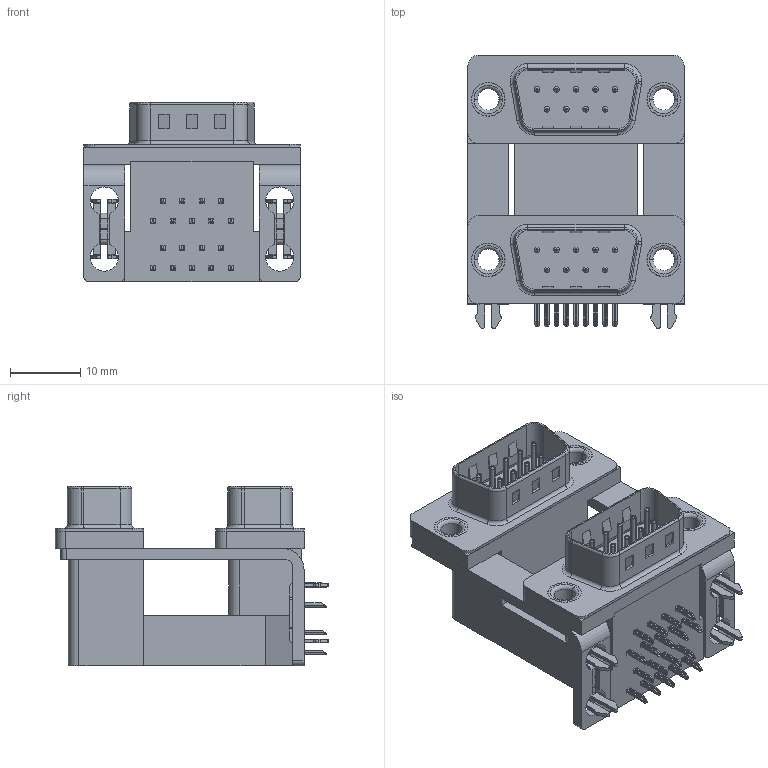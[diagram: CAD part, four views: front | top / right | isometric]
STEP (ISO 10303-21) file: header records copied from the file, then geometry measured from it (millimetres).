
FILE_DESCRIPTION (( 'STEP AP203' ), '1' );
FILE_NAME ('661-009-364-030.STEP', '2022-06-10T15:50:20', ( '' ), ( '' ), 'SwSTEP 2.0', 'SolidWorks 2020', '' );
FILE_SCHEMA (( 'CONFIG_CONTROL_DESIGN' ));
Length unit declared in the file: millimetre
Products named in the file (12): 661 Shell_09 Contacts; 661 Housing Upper_09 Contacts H; 661 Thru Hole Rivet; 661 Contact Top Lower; 661 Mounting Bracket_2ProngH; 661 Housing Spacer_09 Contacts H; 661 Contact Bottom Lower; 661-009-364-030; 661 2 Prong Board Lock_3; 661 Contact Top Upper_H; 661 Contact Bottom Upper_H; 661 Housing Lower_09 Contacts
Assembly tree (31 placements, depth 2):
  661-009-364-030
    661 Housing Lower_09 Contacts
    661 Housing Spacer_09 Contacts H
    661 Housing Upper_09 Contacts H
    661 Shell_09 Contacts  x2
    661 Contact Bottom Lower  x4
    661 Contact Top Lower  x5
    661 Contact Bottom Upper_H  x4
    661 Contact Top Upper_H  x5
    661 Mounting Bracket_2ProngH  x2
    661 2 Prong Board Lock_3  x2
    661 Thru Hole Rivet  x4
Bounding box: 30.81 x 38.91 x 25.6 mm (x, y, z)
Volume: 10809.9 mm3; surface area: 12529.1 mm2
Topology: 31 solids, 31 shells, 2016 faces, 5040 edges, 3146 vertices
Faces by surface type: plane 1254, cylinder 608, torus 154
Entity records: 25905 total; most frequent: DIRECTION 4235, CARTESIAN_POINT 4194, ORIENTED_EDGE 4042, EDGE_CURVE 2021, VECTOR 1443, LINE 1443, AXIS2_PLACEMENT_3D 1396, VERTEX_POINT 1291
